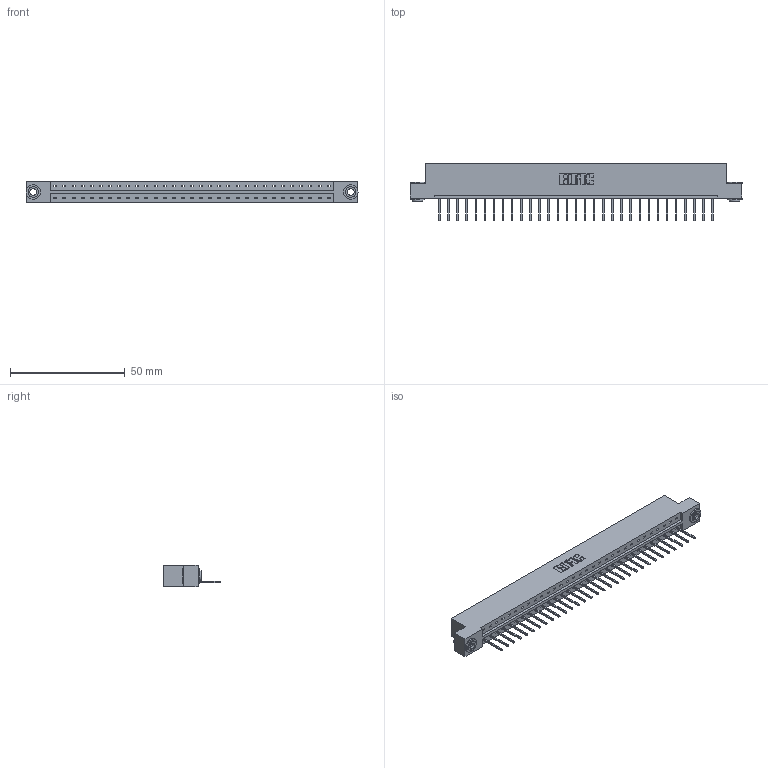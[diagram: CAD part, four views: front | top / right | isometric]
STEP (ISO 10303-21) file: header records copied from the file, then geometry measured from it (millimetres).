
FILE_DESCRIPTION (( 'STEP AP203' ), '1' );
FILE_NAME ('333-031-523-103.STEP', '2018-08-02T19:13:52', ( '' ), ( '' ), 'SwSTEP 2.0', 'SolidWorks 2016', '' );
FILE_SCHEMA (( 'CONFIG_CONTROL_DESIGN' ));
Length unit declared in the file: inch
Products named in the file (4): 333 Part_Flush - .156 Dia - TH; 345-292-001_345-293-123; 345-250-002_345-250-002-102; 333-031-523-103
Assembly tree (34 placements, depth 2):
  333-031-523-103
    333 Part_Flush - .156 Dia - TH
    345-292-001_345-293-123  x31
    345-250-002_345-250-002-102  x2
Bounding box: 144.37 x 25.15 x 9.4 mm (x, y, z)
Volume: 14440.9 mm3; surface area: 15812.1 mm2
Topology: 34 solids, 34 shells, 1950 faces, 5843 edges, 3850 vertices
Faces by surface type: plane 1382, cylinder 560, cone 8
Entity records: 21042 total; most frequent: CARTESIAN_POINT 3610, ORIENTED_EDGE 3570, DIRECTION 3101, EDGE_CURVE 1785, VECTOR 1633, LINE 1633, VERTEX_POINT 1186, AXIS2_PLACEMENT_3D 734
